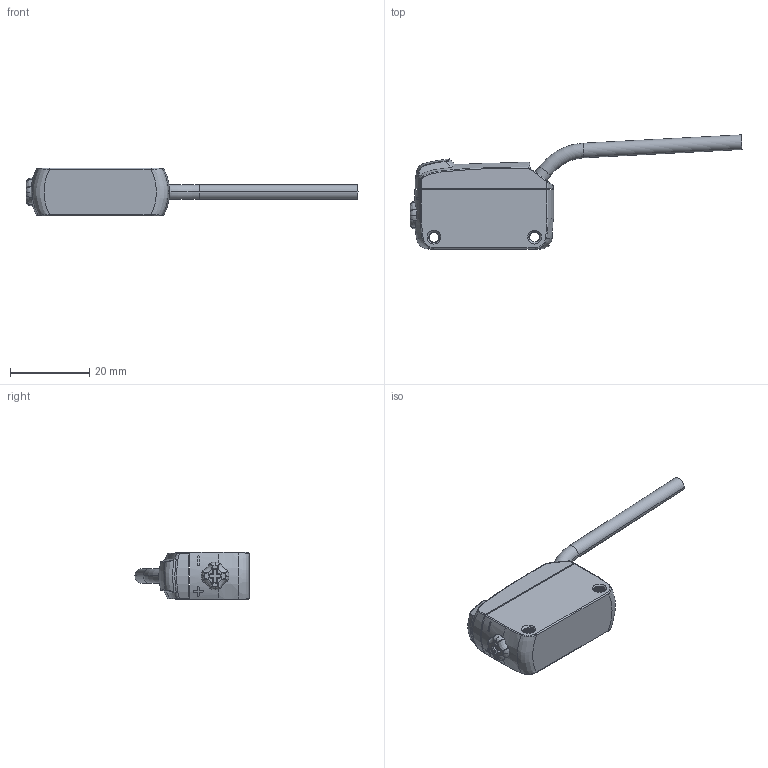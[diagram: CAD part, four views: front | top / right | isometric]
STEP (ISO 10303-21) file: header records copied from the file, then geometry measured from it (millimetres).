
FILE_DESCRIPTION((''),'2;1');
FILE_NAME('PRT0001','2022-09-13T10:24:27',('Designer'),(''),'CREO PARAMETRIC BY PTC INC, 2022014','CREO PARAMETRIC BY PTC INC, 2022014','');
FILE_SCHEMA(('CONFIG_CONTROL_DESIGN'));
Products named in the file (1): PRT0001
Bounding box: 83.85 x 28.84 x 12 mm (x, y, z)
Volume: 8690.6 mm3; surface area: 4594.8 mm2
Topology: 2 solids, 4 shells, 324 faces, 820 edges, 508 vertices
Faces by surface type: cylinder 131, bspline 119, plane 52, cone 11, torus 11
Entity records: 32815 total; most frequent: CARTESIAN_POINT 26303, ORIENTED_EDGE 1640, DIRECTION 862, EDGE_CURVE 820, VERTEX_POINT 508, B_SPLINE_CURVE_WITH_KNOTS 472, EDGE_LOOP 336, FACE_OUTER_BOUND 324
